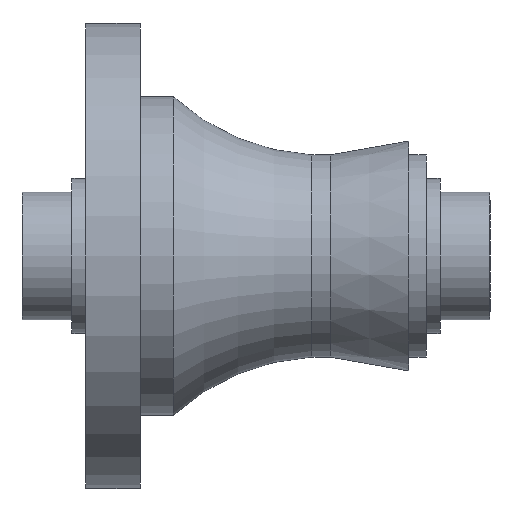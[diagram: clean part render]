
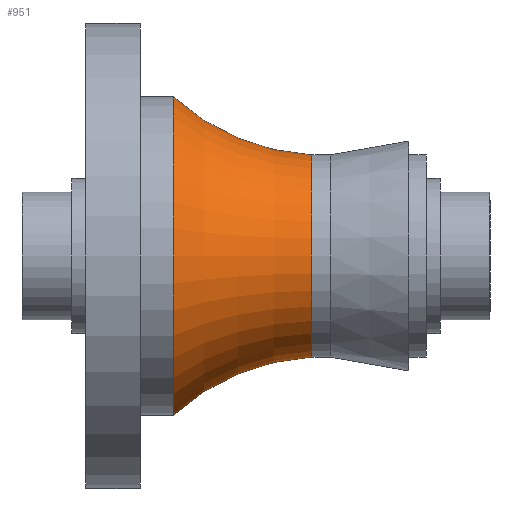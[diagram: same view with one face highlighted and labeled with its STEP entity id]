
A CAD part, front view. The second image highlights one B-rep face of the part: STEP entity #951.
In plain terms, the highlighted toroidal (fillet/blend) face has major radius 116.414 mm and minor radius 80 mm.
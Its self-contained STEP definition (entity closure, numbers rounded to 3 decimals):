
#219 = AXIS2_PLACEMENT_3D ( 'NONE', #1470, #2027, #2197 ) ;
#278 = ORIENTED_EDGE ( 'NONE', *, *, #1791, .T. ) ;
#303 = DIRECTION ( 'NONE',  ( 0., 0., 1. ) ) ;
#359 = CARTESIAN_POINT ( 'NONE',  ( 4.7, 0., 36.52 ) ) ;
#369 = ORIENTED_EDGE ( 'NONE', *, *, #1582, .F. ) ;
#388 = DIRECTION ( 'NONE',  ( 0., -1., 0. ) ) ;
#437 = CIRCLE ( 'NONE', #1536, 57.5 ) ;
#510 = DIRECTION ( 'NONE',  ( -1., 0., 0. ) ) ;
#526 = DIRECTION ( 'NONE',  ( 0., 0., 1. ) ) ;
#598 = CARTESIAN_POINT ( 'NONE',  ( -45.3, 0., 0. ) ) ;
#609 = CARTESIAN_POINT ( 'NONE',  ( -45.3, 0., -57.5 ) ) ;
#628 = AXIS2_PLACEMENT_3D ( 'NONE', #1090, #1970, #526 ) ;
#857 = CIRCLE ( 'NONE', #1834, 80. ) ;
#861 = CARTESIAN_POINT ( 'NONE',  ( 8.822, 0., 0. ) ) ;
#929 = ORIENTED_EDGE ( 'NONE', *, *, #1187, .T. ) ;
#951 = ADVANCED_FACE ( 'NONE', ( #1771 ), #2025, .F. ) ;
#977 = ORIENTED_EDGE ( 'NONE', *, *, #2215, .F. ) ;
#1008 = CIRCLE ( 'NONE', #628, 36.52 ) ;
#1017 = VERTEX_POINT ( 'NONE', #1398 ) ;
#1023 = CARTESIAN_POINT ( 'NONE',  ( -45.3, 0., 57.5 ) ) ;
#1066 = VERTEX_POINT ( 'NONE', #359 ) ;
#1090 = CARTESIAN_POINT ( 'NONE',  ( 4.7, 0., 0. ) ) ;
#1130 = DIRECTION ( 'NONE',  ( 0., 0., -1. ) ) ;
#1187 = EDGE_CURVE ( 'NONE', #1446, #1017, #1472, .T. ) ;
#1398 = CARTESIAN_POINT ( 'NONE',  ( 4.7, 0., -36.52 ) ) ;
#1446 = VERTEX_POINT ( 'NONE', #609 ) ;
#1458 = AXIS2_PLACEMENT_3D ( 'NONE', #861, #510, #2289 ) ;
#1470 = CARTESIAN_POINT ( 'NONE',  ( 8.822, 0., -116.414 ) ) ;
#1472 = CIRCLE ( 'NONE', #219, 80. ) ;
#1504 = CARTESIAN_POINT ( 'NONE',  ( 8.822, 0., 116.414 ) ) ;
#1536 = AXIS2_PLACEMENT_3D ( 'NONE', #598, #1839, #303 ) ;
#1582 = EDGE_CURVE ( 'NONE', #1446, #2273, #437, .T. ) ;
#1745 = EDGE_LOOP ( 'NONE', ( #369, #929, #278, #977 ) ) ;
#1771 = FACE_OUTER_BOUND ( 'NONE', #1745, .T. ) ;
#1791 = EDGE_CURVE ( 'NONE', #1017, #1066, #1008, .T. ) ;
#1834 = AXIS2_PLACEMENT_3D ( 'NONE', #1504, #388, #1130 ) ;
#1839 = DIRECTION ( 'NONE',  ( -1., 0., 0. ) ) ;
#1970 = DIRECTION ( 'NONE',  ( -1., 0., 0. ) ) ;
#2025 = TOROIDAL_SURFACE ( 'NONE', #1458, 116.414, 80. ) ;
#2027 = DIRECTION ( 'NONE',  ( 0., 1., 0. ) ) ;
#2197 = DIRECTION ( 'NONE',  ( 0., 0., 1. ) ) ;
#2215 = EDGE_CURVE ( 'NONE', #2273, #1066, #857, .T. ) ;
#2273 = VERTEX_POINT ( 'NONE', #1023 ) ;
#2289 = DIRECTION ( 'NONE',  ( 0., 0., 1. ) ) ;
